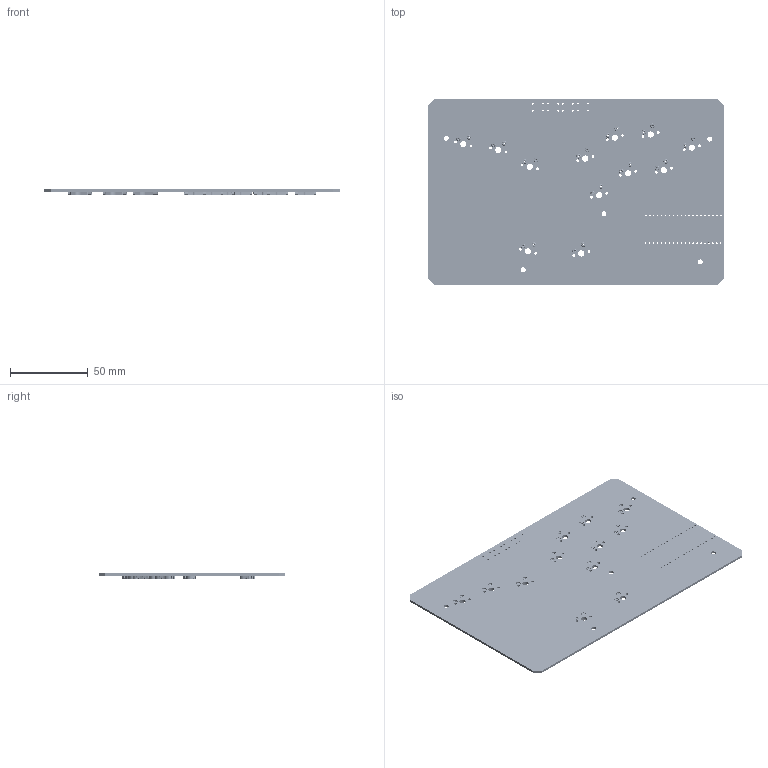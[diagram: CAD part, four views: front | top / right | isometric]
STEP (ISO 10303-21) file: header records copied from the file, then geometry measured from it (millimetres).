
FILE_DESCRIPTION(('KiCad electronic assembly'),'2;1');
FILE_NAME('shitbox.step','2025-04-14T01:17:59',('Pcbnew'),('Kicad'), 'Open CASCADE STEP processor 7.8','KiCad to STEP converter','Unknown' );
FILE_SCHEMA(('AUTOMOTIVE_DESIGN { 1 0 10303 214 1 1 1 1 }'));
Length unit declared in the file: millimetre
Products named in the file (3): shitbox 1; SW_Hotswap_Kailh_MX; shitbox_PCB
Assembly tree (13 placements, depth 2):
  shitbox 1
    SW_Hotswap_Kailh_MX  x12
    shitbox_PCB
Bounding box: 190 x 120 x 3.52 mm (x, y, z)
Volume: 34818 mm3; surface area: 50695.4 mm2
Topology: 37 solids, 37 shells, 12527 faces, 28599 edges, 16362 vertices
Faces by surface type: plane 4354, bspline 3456, cylinder 3421, torus 1176, sphere 96, cone 24
Full cylindrical faces by diameter (mm): 0.5 x24, 0.75 x48, 1 x40, 1.1 x16, 1.75 x24, 2.92 x24, 3.05 x24, 3.2 x5, 4 x12
Entity records: 49977 total; most frequent: CARTESIAN_POINT 16816, ORIENTED_EDGE 5476, DIRECTION 4987, EDGE_CURVE 2738, AXIS2_PLACEMENT_3D 1870, VERTEX_POINT 1600, FACE_BOUND 1428, EDGE_LOOP 1428
